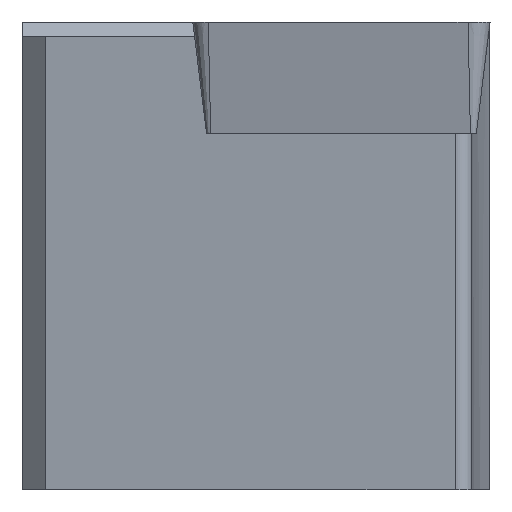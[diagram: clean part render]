
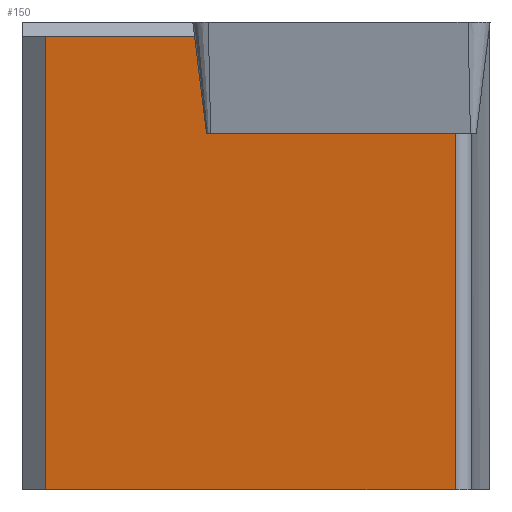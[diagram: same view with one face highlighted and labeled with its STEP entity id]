
A CAD part, left-side view. The second image highlights one B-rep face of the part: STEP entity #150.
In plain terms, the highlighted planar face has unit normal (-0.985, 0.174, 0).
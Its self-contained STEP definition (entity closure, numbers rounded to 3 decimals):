
#150=ADVANCED_FACE('',(#195),#171,.F.);
#171=PLANE('',#598);
#195=FACE_OUTER_BOUND('',#221,.T.);
#221=EDGE_LOOP('',(#301,#302,#303,#304,#305,#306));
#301=ORIENTED_EDGE('',*,*,#448,.F.);
#302=ORIENTED_EDGE('',*,*,#438,.F.);
#303=ORIENTED_EDGE('',*,*,#449,.T.);
#304=ORIENTED_EDGE('',*,*,#450,.F.);
#305=ORIENTED_EDGE('',*,*,#446,.T.);
#306=ORIENTED_EDGE('',*,*,#451,.F.);
#387=VERTEX_POINT('',#813);
#388=VERTEX_POINT('',#815);
#393=VERTEX_POINT('',#829);
#394=VERTEX_POINT('',#831);
#395=VERTEX_POINT('',#835);
#396=VERTEX_POINT('',#837);
#438=EDGE_CURVE('',#387,#388,#493,.T.);
#446=EDGE_CURVE('',#394,#393,#500,.T.);
#448=EDGE_CURVE('',#388,#395,#501,.T.);
#449=EDGE_CURVE('',#387,#396,#502,.T.);
#450=EDGE_CURVE('',#394,#396,#503,.T.);
#451=EDGE_CURVE('',#395,#393,#504,.T.);
#493=LINE('',#814,#543);
#500=LINE('',#830,#550);
#501=LINE('',#834,#551);
#502=LINE('',#836,#552);
#503=LINE('',#838,#553);
#504=LINE('',#839,#554);
#543=VECTOR('',#677,1.);
#550=VECTOR('',#690,1.);
#551=VECTOR('',#695,1.);
#552=VECTOR('',#696,1.);
#553=VECTOR('',#697,1.);
#554=VECTOR('',#698,1.);
#598=AXIS2_PLACEMENT_3D('',#840,#699,#700);
#677=DIRECTION('',(-0.174,-0.985,0.));
#690=DIRECTION('',(0.,0.,1.));
#695=DIRECTION('',(-0.021,-0.122,-0.992));
#696=DIRECTION('',(0.,0.,-1.));
#697=DIRECTION('',(0.174,0.985,0.));
#698=DIRECTION('',(-0.174,-0.985,0.));
#699=DIRECTION('',(0.985,-0.174,0.));
#700=DIRECTION('',(0.174,0.985,0.));
#813=CARTESIAN_POINT('',(1.993,9.5,-0.3));
#814=CARTESIAN_POINT('',(0.45,0.744,-0.3));
#815=CARTESIAN_POINT('',(1.431,6.313,-0.3));
#829=CARTESIAN_POINT('',(0.45,0.744,-2.38));
#830=CARTESIAN_POINT('',(0.45,0.744,-30.));
#831=CARTESIAN_POINT('',(0.45,0.744,-10.));
#834=CARTESIAN_POINT('',(0.783,2.637,-30.24));
#835=CARTESIAN_POINT('',(1.386,6.058,-2.38));
#836=CARTESIAN_POINT('',(1.993,9.5,-30.));
#837=CARTESIAN_POINT('',(1.993,9.5,-10.));
#838=CARTESIAN_POINT('',(0.45,0.744,-10.));
#839=CARTESIAN_POINT('',(0.45,0.744,-2.38));
#840=CARTESIAN_POINT('',(0.45,0.744,-30.));
